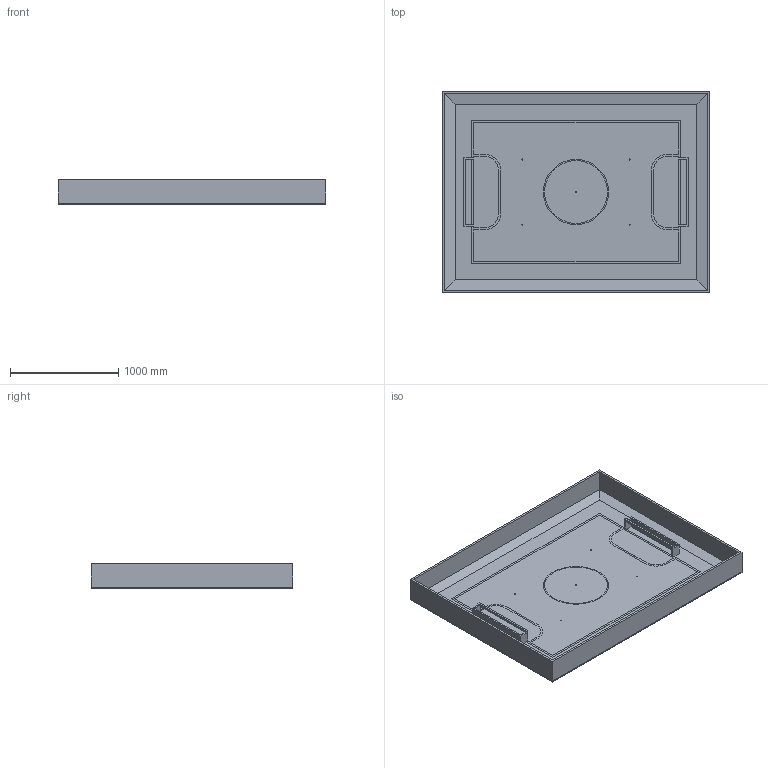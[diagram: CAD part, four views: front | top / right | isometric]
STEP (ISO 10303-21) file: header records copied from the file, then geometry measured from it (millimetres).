
FILE_DESCRIPTION(/* description */ (''),/* implementation_level */ '2;1');
FILE_NAME(/* name */ 'RoboCupJunior SoccerField 2020.step',/* time_stamp */ '2020-03-04T16:22:35+09:00',/* author */ (''),/* organization */ (''),/* preprocessor_version */ 'ST-DEVELOPER v18',/* originating_system */ 'Autodesk Translation Framework v8.12.0.6',/* authorisation */ '');
FILE_SCHEMA (('AUTOMOTIVE_DESIGN { 1 0 10303 214 3 1 1 }'));
Length unit declared in the file: millimetre
Products named in the file (1): RoboCupJunior SoccerField 2020
Bounding box: 2470 x 1860 x 230 mm (x, y, z)
Volume: 94778385.9 mm3; surface area: 16043886.4 mm2
Topology: 16 solids, 16 shells, 142 faces, 329 edges, 218 vertices
Faces by surface type: plane 127, cylinder 15
Full cylindrical faces by diameter (mm): 10 x5, 580 x1, 600 x1
Entity records: 4046 total; most frequent: CARTESIAN_POINT 690, ORIENTED_EDGE 658, DIRECTION 645, EDGE_CURVE 329, LINE 299, VECTOR 299, VERTEX_POINT 218, AXIS2_PLACEMENT_3D 173
